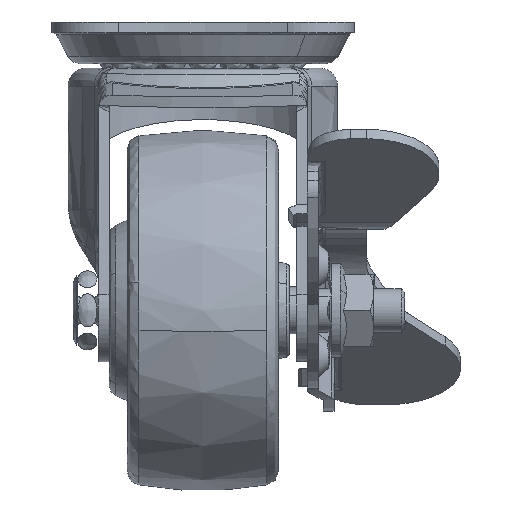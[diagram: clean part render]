
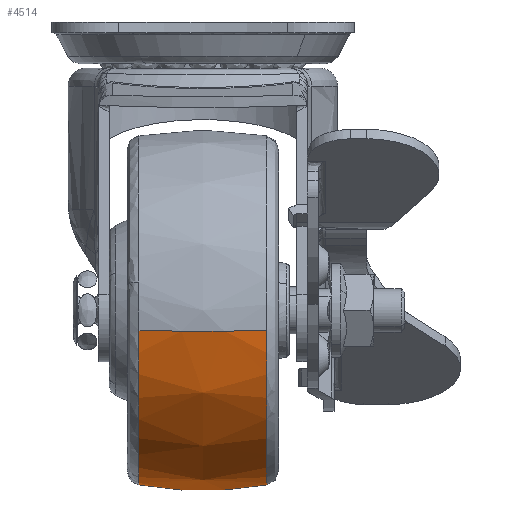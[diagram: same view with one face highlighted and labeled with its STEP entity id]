
A CAD part, left-side view. The second image highlights one B-rep face of the part: STEP entity #4514.
In plain terms, the highlighted free-form (B-spline) face has degree [2, 2] with [5, 5] control points.
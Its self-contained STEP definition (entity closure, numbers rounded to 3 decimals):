
#3733=CARTESIAN_POINT('',(-45.048,-8.854,-41.295));
#3734=VERTEX_POINT('',#3733);
#3753=CARTESIAN_POINT('',(-21.0,-8.854,-62.71));
#3754=VERTEX_POINT('',#3753);
#3755=CARTESIAN_POINT('',(-21.0,-8.854,-62.71));
#3756=CARTESIAN_POINT('',(-22.789,-8.854,-62.71));
#3757=CARTESIAN_POINT('',(-25.541,-8.854,-62.403));
#3758=CARTESIAN_POINT('',(-29.426,-8.854,-61.281));
#3759=CARTESIAN_POINT('',(-32.24,-8.854,-60.022));
#3760=CARTESIAN_POINT('',(-34.939,-8.854,-58.362));
#3761=CARTESIAN_POINT('',(-37.61,-8.854,-56.255));
#3762=CARTESIAN_POINT('',(-40.261,-8.854,-53.373));
#3763=CARTESIAN_POINT('',(-42.241,-8.854,-50.269));
#3764=CARTESIAN_POINT('',(-43.67,-8.854,-47.185));
#3765=CARTESIAN_POINT('',(-44.571,-8.854,-44.334));
#3766=CARTESIAN_POINT('',(-44.942,-8.854,-42.207));
#3767=CARTESIAN_POINT('',(-45.048,-8.854,-41.295));
#3768=B_SPLINE_CURVE_WITH_KNOTS('',3,(#3755,#3756,#3757,#3758,#3759,#3760,#3761,#3762,#3763,#3764,#3765,#3766,#3767),.UNSPECIFIED.,.F.,.U.,(4,1,1,1,1,1,1,1,1,1,4),(0.,5.367,8.256,12.109,14.586,17.751,22.292,26.283,28.76,32.475,35.227),.UNSPECIFIED.);
#3769=EDGE_CURVE('',#3754,#3734,#3768,.T.);
#3872=CARTESIAN_POINT('',(-21.0,8.854,-62.71));
#3873=VERTEX_POINT('',#3872);
#3890=CARTESIAN_POINT('',(-45.048,8.854,-41.295));
#3891=VERTEX_POINT('',#3890);
#3892=CARTESIAN_POINT('',(-21.0,8.854,-62.71));
#3893=CARTESIAN_POINT('',(-22.789,8.854,-62.71));
#3894=CARTESIAN_POINT('',(-25.678,8.854,-62.388));
#3895=CARTESIAN_POINT('',(-29.776,8.854,-61.166));
#3896=CARTESIAN_POINT('',(-33.061,8.854,-59.606));
#3897=CARTESIAN_POINT('',(-36.06,8.854,-57.556));
#3898=CARTESIAN_POINT('',(-38.439,8.854,-55.388));
#3899=CARTESIAN_POINT('',(-40.402,8.854,-53.076));
#3900=CARTESIAN_POINT('',(-42.304,8.854,-50.203));
#3901=CARTESIAN_POINT('',(-44.095,8.854,-46.31));
#3902=CARTESIAN_POINT('',(-44.842,8.854,-43.072));
#3903=CARTESIAN_POINT('',(-45.048,8.854,-41.295));
#3904=B_SPLINE_CURVE_WITH_KNOTS('',3,(#3892,#3893,#3894,#3895,#3896,#3897,#3898,#3899,#3900,#3901,#3902,#3903),.UNSPECIFIED.,.F.,.U.,(4,1,1,1,1,1,1,1,1,4),(0.,5.367,8.669,12.797,16.238,19.54,22.43,25.319,29.861,35.227),.UNSPECIFIED.);
#3905=EDGE_CURVE('',#3873,#3891,#3904,.T.);
#4451=CARTESIAN_POINT('',(-21.0,8.854,-62.71));
#4452=CARTESIAN_POINT('',(-21.0,6.025,-63.219));
#4453=CARTESIAN_POINT('',(-21.,0.094,-63.765));
#4454=CARTESIAN_POINT('',(-21.,-5.843,-63.252));
#4455=CARTESIAN_POINT('',(-21.0,-8.854,-62.71));
#4456=B_SPLINE_CURVE_WITH_KNOTS('',3,(#4451,#4452,#4453,#4454,#4455),.UNSPECIFIED.,.F.,.U.,(4,1,4),(0.,8.623,17.802),.UNSPECIFIED.);
#4457=EDGE_CURVE('',#3873,#3754,#4456,.T.);
#4463=CARTESIAN_POINT('',(-45.048,8.854,-41.295));
#4464=CARTESIAN_POINT('',(-45.39,6.938,-41.335));
#4465=CARTESIAN_POINT('',(-45.798,3.526,-41.382));
#4466=CARTESIAN_POINT('',(-45.896,-2.413,-41.394));
#4467=CARTESIAN_POINT('',(-45.488,-6.39,-41.347));
#4468=CARTESIAN_POINT('',(-45.048,-8.854,-41.295));
#4469=B_SPLINE_CURVE_WITH_KNOTS('',3,(#4463,#4464,#4465,#4466,#4467,#4468),.UNSPECIFIED.,.F.,.U.,(4,1,1,4),(0.,5.841,10.292,17.802),.UNSPECIFIED.);
#4470=EDGE_CURVE('',#3891,#3734,#4469,.T.);
#4475=CARTESIAN_POINT('',(-20.844,9.745,-62.541));
#4476=CARTESIAN_POINT('',(-20.838,4.92,-63.5));
#4477=CARTESIAN_POINT('',(-20.838,0.,-63.5));
#4478=CARTESIAN_POINT('',(-20.838,-4.92,-63.5));
#4479=CARTESIAN_POINT('',(-20.844,-9.745,-62.541));
#4480=CARTESIAN_POINT('',(-20.922,9.745,-62.541));
#4481=CARTESIAN_POINT('',(-20.919,4.92,-63.5));
#4482=CARTESIAN_POINT('',(-20.919,0.,-63.5));
#4483=CARTESIAN_POINT('',(-20.919,-4.92,-63.5));
#4484=CARTESIAN_POINT('',(-20.922,-9.745,-62.541));
#4485=CARTESIAN_POINT('',(-42.408,9.745,-62.541));
#4486=CARTESIAN_POINT('',(-43.262,4.92,-63.5));
#4487=CARTESIAN_POINT('',(-43.262,0.,-63.5));
#4488=CARTESIAN_POINT('',(-43.262,-4.92,-63.5));
#4489=CARTESIAN_POINT('',(-42.408,-9.745,-62.541));
#4490=CARTESIAN_POINT('',(-44.89,9.745,-41.195));
#4491=CARTESIAN_POINT('',(-45.843,4.92,-41.302));
#4492=CARTESIAN_POINT('',(-45.843,0.,-41.302));
#4493=CARTESIAN_POINT('',(-45.843,-4.92,-41.302));
#4494=CARTESIAN_POINT('',(-44.89,-9.745,-41.195));
#4495=CARTESIAN_POINT('',(-44.899,9.745,-41.114));
#4496=CARTESIAN_POINT('',(-45.852,4.92,-41.218));
#4497=CARTESIAN_POINT('',(-45.852,0.,-41.218));
#4498=CARTESIAN_POINT('',(-45.852,-4.92,-41.218));
#4499=CARTESIAN_POINT('',(-44.899,-9.745,-41.114));
#4507=(BOUNDED_SURFACE()B_SPLINE_SURFACE(2,2,((#4475,#4480,#4485,#4490,#4495),(#4476,#4481,#4486,#4491,#4496),(#4477,#4482,#4487,#4492,#4497),(#4478,#4483,#4488,#4493,#4498),(#4479,#4484,#4489,#4494,#4499)),.UNSPECIFIED.,.F.,.F.,.U.)B_SPLINE_SURFACE_WITH_KNOTS((3,2,3),(3,1,1,3),(0.0,10.002,20.005),(0.0,0.19,38.256,38.447),.UNSPECIFIED.)GEOMETRIC_REPRESENTATION_ITEM()RATIONAL_B_SPLINE_SURFACE(((0.961,0.96,0.7,0.918,0.919),(0.977,0.976,0.712,0.933,0.935),(1.003,1.001,0.731,0.958,0.959),(0.977,0.976,0.712,0.933,0.935),(0.961,0.96,0.7,0.918,0.919)))REPRESENTATION_ITEM('')SURFACE());
#4508=ORIENTED_EDGE('',*,*,#3769,.T.);
#4509=ORIENTED_EDGE('',*,*,#4470,.F.);
#4510=ORIENTED_EDGE('',*,*,#3905,.F.);
#4511=ORIENTED_EDGE('',*,*,#4457,.T.);
#4512=EDGE_LOOP('',(#4508,#4509,#4510,#4511));
#4513=FACE_OUTER_BOUND('',#4512,.T.);
#4514=ADVANCED_FACE('',(#4513),#4507,.T.);
